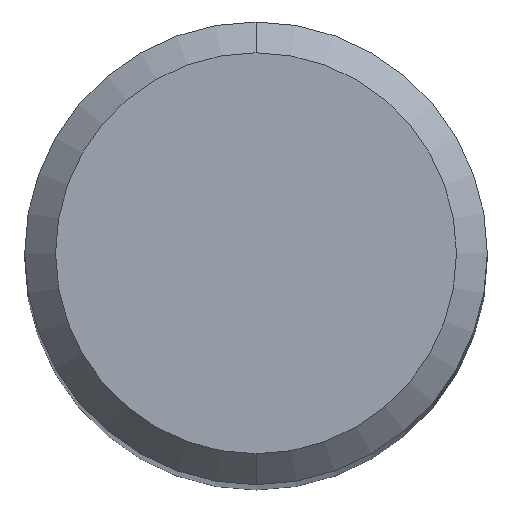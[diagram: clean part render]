
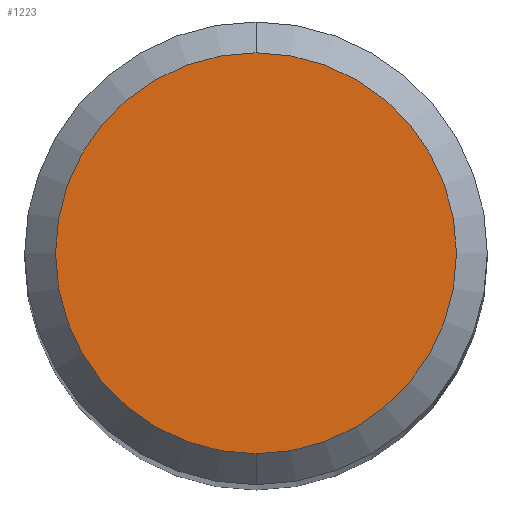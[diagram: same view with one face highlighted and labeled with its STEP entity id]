
A CAD part, top view. The second image highlights one B-rep face of the part: STEP entity #1223.
In plain terms, the highlighted planar face has unit normal (0, 0, 1).
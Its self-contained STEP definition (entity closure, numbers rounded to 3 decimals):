
#691=EDGE_CURVE('',#1135,#1379,#1713,.T.);
#1135=VERTEX_POINT('',#2199);
#1223=ADVANCED_FACE('',(#2298),#2299,.T.);
#1379=VERTEX_POINT('',#2467);
#1457=EDGE_CURVE('',#1379,#1135,#2549,.T.);
#1713=CIRCLE('',#3146,2.6);
#2199=CARTESIAN_POINT('',(0.0,2.6,0.0));
#2298=FACE_OUTER_BOUND('',#6234,.T.);
#2299=PLANE('',#6235);
#2467=CARTESIAN_POINT('',(0.,-2.6,0.0));
#2549=CIRCLE('',#7418,2.6);
#3146=AXIS2_PLACEMENT_3D('',#8179,#8180,#8181);
#6234=EDGE_LOOP('',(#8789,#8790));
#6235=AXIS2_PLACEMENT_3D('',#8791,#8792,#8793);
#7418=AXIS2_PLACEMENT_3D('',#8981,#8982,#8983);
#8179=CARTESIAN_POINT('',(0.0,0.0,0.0));
#8180=DIRECTION('',(0.0,0.0,-1.0));
#8181=DIRECTION('',(0.0,1.0,0.0));
#8789=ORIENTED_EDGE('',*,*,#691,.F.);
#8790=ORIENTED_EDGE('',*,*,#1457,.F.);
#8791=CARTESIAN_POINT('',(0.0,1.3,0.0));
#8792=DIRECTION('',(-0.0,0.0,1.0));
#8793=DIRECTION('',(0.0,-1.0,0.0));
#8981=CARTESIAN_POINT('',(0.0,0.0,0.0));
#8982=DIRECTION('',(0.0,0.0,-1.0));
#8983=DIRECTION('',(0.0,1.0,0.0));
